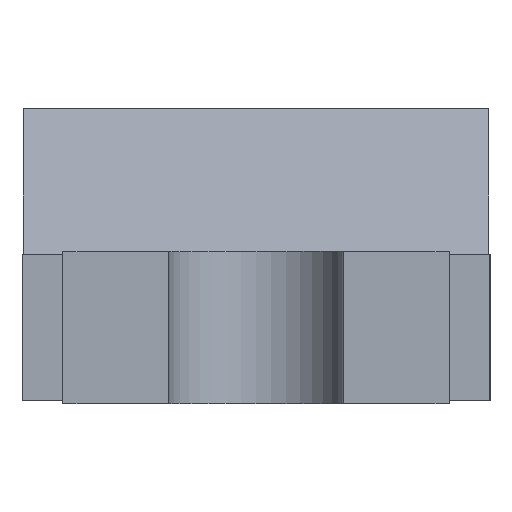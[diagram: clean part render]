
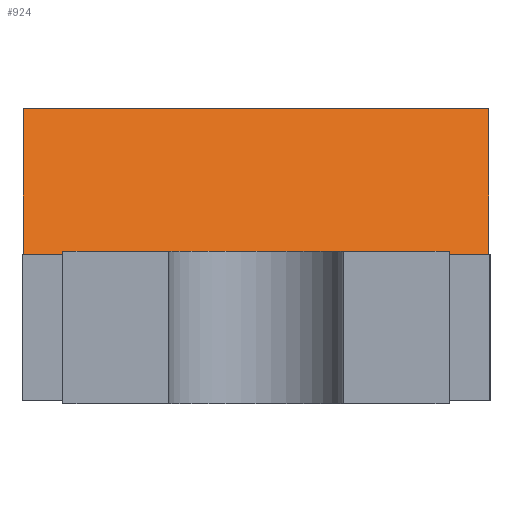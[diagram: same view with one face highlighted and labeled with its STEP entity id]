
A CAD part, left-side view. The second image highlights one B-rep face of the part: STEP entity #924.
In plain terms, the highlighted planar face has unit normal (-0.954, 0, 0.298).
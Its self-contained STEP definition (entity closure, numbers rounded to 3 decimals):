
#70=ORIENTED_EDGE('',*,*,#247,.F.);
#71=ORIENTED_EDGE('',*,*,#248,.F.);
#72=ORIENTED_EDGE('',*,*,#249,.T.);
#73=ORIENTED_EDGE('',*,*,#229,.T.);
#229=EDGE_CURVE('',#324,#322,#387,.T.);
#247=EDGE_CURVE('',#336,#322,#405,.T.);
#248=EDGE_CURVE('',#337,#336,#406,.T.);
#249=EDGE_CURVE('',#337,#324,#407,.T.);
#322=VERTEX_POINT('',#1190);
#324=VERTEX_POINT('',#1193);
#336=VERTEX_POINT('',#1229);
#337=VERTEX_POINT('',#1231);
#387=LINE('',#1192,#479);
#405=LINE('',#1228,#497);
#406=LINE('',#1230,#498);
#407=LINE('',#1232,#499);
#479=VECTOR('',#1017,1000.);
#497=VECTOR('',#1047,1000.);
#498=VECTOR('',#1048,1000.);
#499=VECTOR('',#1049,1000.);
#571=EDGE_LOOP('',(#70,#71,#72,#73));
#607=FACE_BOUND('',#571,.T.);
#642=PLANE('',#966);
#924=ADVANCED_FACE('',(#607),#642,.T.);
#966=AXIS2_PLACEMENT_3D('',#1227,#1045,#1046);
#1017=DIRECTION('',(0.,1.,0.));
#1045=DIRECTION('',(-0.954,0.,0.298));
#1046=DIRECTION('',(0.298,0.,0.954));
#1047=DIRECTION('',(0.298,0.,0.954));
#1048=DIRECTION('',(0.,1.,0.));
#1049=DIRECTION('',(0.298,0.,0.954));
#1190=CARTESIAN_POINT('',(-0.844,0.795,0.999));
#1192=CARTESIAN_POINT('',(-0.844,-0.795,0.999));
#1193=CARTESIAN_POINT('',(-0.844,-0.795,0.999));
#1227=CARTESIAN_POINT('',(-1.,-0.795,0.5));
#1228=CARTESIAN_POINT('',(-1.,0.795,0.5));
#1229=CARTESIAN_POINT('',(-1.,0.795,0.5));
#1230=CARTESIAN_POINT('',(-1.,-0.795,0.5));
#1231=CARTESIAN_POINT('',(-1.,-0.795,0.5));
#1232=CARTESIAN_POINT('',(-1.,-0.795,0.5));
